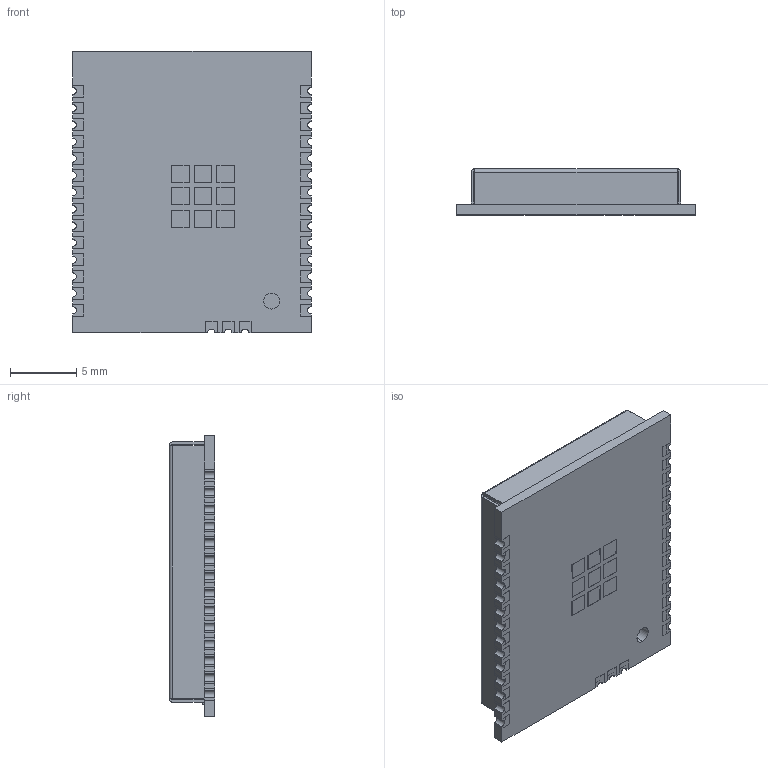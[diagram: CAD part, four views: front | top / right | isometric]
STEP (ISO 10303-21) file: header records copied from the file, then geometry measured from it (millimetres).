
FILE_DESCRIPTION (( 'STEP AP214' ), '1' );
FILE_NAME ('ESP32-C5-WROOM-1U-N8R8.STEP', '2025-10-02T00:58:24', ( '' ), ( '' ), 'SwSTEP 2.0', 'SolidWorks 2021', '' );
FILE_SCHEMA (( 'AUTOMOTIVE_DESIGN' ));
Length unit declared in the file: millimetre
Products named in the file (1): ESP32-C5-WROOM-1U-N8R8
Bounding box: 18 x 3.45 x 21.2 mm (x, y, z)
Volume: 395.5 mm3; surface area: 1948.2 mm2
Topology: 46 solids, 46 shells, 724 faces, 1853 edges, 1228 vertices
Faces by surface type: plane 647, cylinder 69, cone 6, bspline 2
Entity records: 22015 total; most frequent: CARTESIAN_POINT 3832, ORIENTED_EDGE 3698, DIRECTION 3440, EDGE_CURVE 1849, VECTOR 1704, LINE 1704, VERTEX_POINT 1228, AXIS2_PLACEMENT_3D 868
